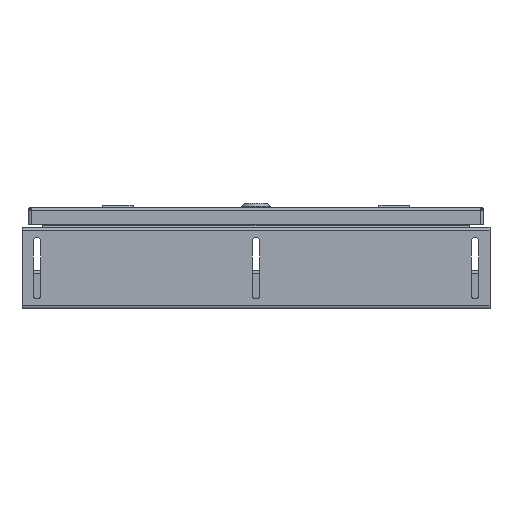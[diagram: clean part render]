
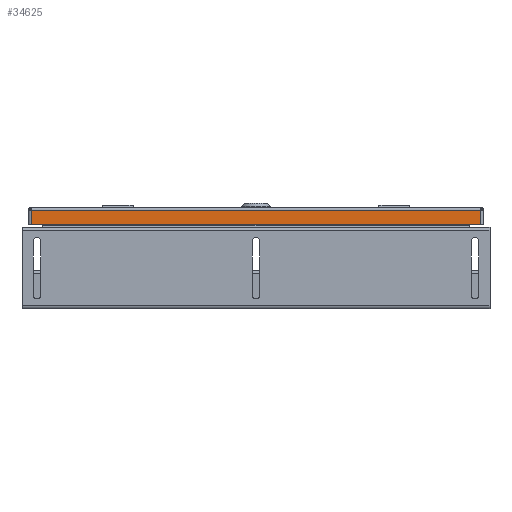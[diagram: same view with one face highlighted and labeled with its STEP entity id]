
A CAD part, left-side view. The second image highlights one B-rep face of the part: STEP entity #34625.
In plain terms, the highlighted planar face has unit normal (-1, 0, 0).
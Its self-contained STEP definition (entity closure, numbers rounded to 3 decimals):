
#405 = DIRECTION ( 'NONE',  ( 0., 0., -1. ) ) ;
#1190 = VERTEX_POINT ( 'NONE', #52767 ) ;
#1744 = EDGE_CURVE ( 'NONE', #25801, #49924, #54068, .T. ) ;
#4543 = DIRECTION ( 'NONE',  ( 0., 0., -1. ) ) ;
#8203 = LINE ( 'NONE', #24052, #12260 ) ;
#8211 = LINE ( 'NONE', #39056, #40874 ) ;
#8702 = CARTESIAN_POINT ( 'NONE',  ( -215., -218.6, -17. ) ) ;
#11097 = EDGE_CURVE ( 'NONE', #52255, #40755, #8203, .T. ) ;
#12197 = DIRECTION ( 'NONE',  ( 0., 0., -1. ) ) ;
#12260 = VECTOR ( 'NONE', #46276, 1000. ) ;
#12895 = LINE ( 'NONE', #8702, #20497 ) ;
#13518 = DIRECTION ( 'NONE',  ( 0., 0., -1. ) ) ;
#13699 = CARTESIAN_POINT ( 'NONE',  ( -215., -221.5, -3. ) ) ;
#13838 = EDGE_CURVE ( 'NONE', #16498, #38727, #27388, .T. ) ;
#14231 = CARTESIAN_POINT ( 'NONE',  ( -215., -218.6, -3.15 ) ) ;
#15244 = FACE_OUTER_BOUND ( 'NONE', #27968, .T. ) ;
#16498 = VERTEX_POINT ( 'NONE', #35871 ) ;
#19949 = CARTESIAN_POINT ( 'NONE',  ( -215., 0., 0. ) ) ;
#20497 = VECTOR ( 'NONE', #4543, 1000. ) ;
#24052 = CARTESIAN_POINT ( 'NONE',  ( -215., -218.6, -3.15 ) ) ;
#24828 = CARTESIAN_POINT ( 'NONE',  ( -215., 218.6, -17. ) ) ;
#25093 = ORIENTED_EDGE ( 'NONE', *, *, #29733, .F. ) ;
#25716 = CARTESIAN_POINT ( 'NONE',  ( -215., 218.6, -17. ) ) ;
#25801 = VERTEX_POINT ( 'NONE', #40281 ) ;
#26408 = VERTEX_POINT ( 'NONE', #43085 ) ;
#26451 = DIRECTION ( 'NONE',  ( 0., -1., 0. ) ) ;
#27388 = LINE ( 'NONE', #39906, #44840 ) ;
#27919 = ORIENTED_EDGE ( 'NONE', *, *, #38049, .T. ) ;
#27956 = CARTESIAN_POINT ( 'NONE',  ( -215., -221.5, -17. ) ) ;
#27968 = EDGE_LOOP ( 'NONE', ( #32311, #28530, #43416, #25093, #50957, #45141, #34505, #27919 ) ) ;
#28530 = ORIENTED_EDGE ( 'NONE', *, *, #50192, .F. ) ;
#29733 = EDGE_CURVE ( 'NONE', #26408, #40755, #8211, .T. ) ;
#31966 = CARTESIAN_POINT ( 'NONE',  ( -215., 218.5, -3.15 ) ) ;
#32311 = ORIENTED_EDGE ( 'NONE', *, *, #1744, .F. ) ;
#32662 = VECTOR ( 'NONE', #13518, 1000. ) ;
#34505 = ORIENTED_EDGE ( 'NONE', *, *, #13838, .F. ) ;
#34625 = ADVANCED_FACE ( 'NONE', ( #15244 ), #48857, .F. ) ;
#35511 = VECTOR ( 'NONE', #50170, 1000. ) ;
#35564 = VECTOR ( 'NONE', #26451, 1000. ) ;
#35871 = CARTESIAN_POINT ( 'NONE',  ( -215., 218.6, -3.15 ) ) ;
#36496 = VECTOR ( 'NONE', #12197, 1000. ) ;
#38049 = EDGE_CURVE ( 'NONE', #16498, #49924, #42953, .T. ) ;
#38727 = VERTEX_POINT ( 'NONE', #31966 ) ;
#39056 = CARTESIAN_POINT ( 'NONE',  ( -215., -218.5, 0. ) ) ;
#39906 = CARTESIAN_POINT ( 'NONE',  ( -215., 218.6, -3.15 ) ) ;
#40281 = CARTESIAN_POINT ( 'NONE',  ( -215., -218.6, -17. ) ) ;
#40516 = DIRECTION ( 'NONE',  ( 1., 0., 0. ) ) ;
#40755 = VERTEX_POINT ( 'NONE', #46264 ) ;
#40874 = VECTOR ( 'NONE', #405, 1000. ) ;
#41110 = LINE ( 'NONE', #53890, #36496 ) ;
#42953 = LINE ( 'NONE', #25716, #32662 ) ;
#43085 = CARTESIAN_POINT ( 'NONE',  ( -215., -218.5, -3. ) ) ;
#43416 = ORIENTED_EDGE ( 'NONE', *, *, #11097, .T. ) ;
#43653 = AXIS2_PLACEMENT_3D ( 'NONE', #19949, #40516, #49673 ) ;
#43801 = DIRECTION ( 'NONE',  ( 0., -1., 0. ) ) ;
#43931 = EDGE_CURVE ( 'NONE', #1190, #26408, #51748, .T. ) ;
#44840 = VECTOR ( 'NONE', #43801, 1000. ) ;
#45141 = ORIENTED_EDGE ( 'NONE', *, *, #49475, .T. ) ;
#46264 = CARTESIAN_POINT ( 'NONE',  ( -215., -218.5, -3.15 ) ) ;
#46276 = DIRECTION ( 'NONE',  ( 0., 1., 0. ) ) ;
#48857 = PLANE ( 'NONE',  #43653 ) ;
#49475 = EDGE_CURVE ( 'NONE', #1190, #38727, #41110, .T. ) ;
#49673 = DIRECTION ( 'NONE',  ( 0., 0., -1. ) ) ;
#49924 = VERTEX_POINT ( 'NONE', #24828 ) ;
#50170 = DIRECTION ( 'NONE',  ( 0., 1., 0. ) ) ;
#50192 = EDGE_CURVE ( 'NONE', #52255, #25801, #12895, .T. ) ;
#50957 = ORIENTED_EDGE ( 'NONE', *, *, #43931, .F. ) ;
#51748 = LINE ( 'NONE', #13699, #35564 ) ;
#52255 = VERTEX_POINT ( 'NONE', #14231 ) ;
#52767 = CARTESIAN_POINT ( 'NONE',  ( -215., 218.5, -3. ) ) ;
#53890 = CARTESIAN_POINT ( 'NONE',  ( -215., 218.5, 0. ) ) ;
#54068 = LINE ( 'NONE', #27956, #35511 ) ;
